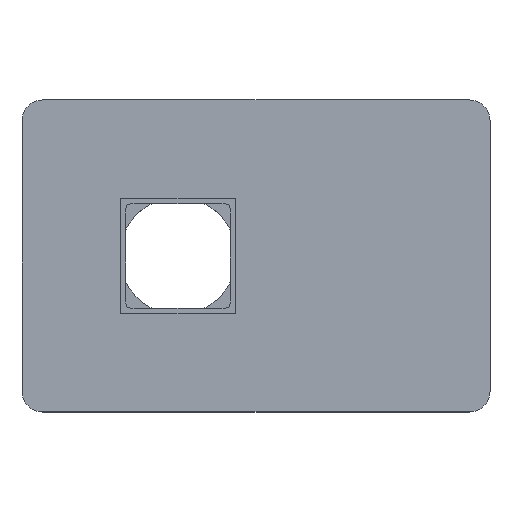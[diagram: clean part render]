
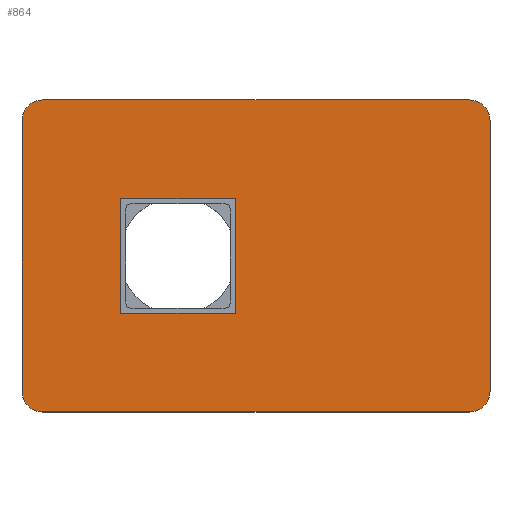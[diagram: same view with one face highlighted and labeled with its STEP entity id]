
A CAD part, top view. The second image highlights one B-rep face of the part: STEP entity #864.
In plain terms, the highlighted planar face has unit normal (0, 0, 1).
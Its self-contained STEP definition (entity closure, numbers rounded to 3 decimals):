
#14=FACE_BOUND('',#108,.T.);
#24=PLANE('',#951);
#61=FACE_OUTER_BOUND('',#107,.T.);
#107=EDGE_LOOP('',(#648,#649,#650,#651,#652,#653,#654,#655));
#108=EDGE_LOOP('',(#656,#657,#658,#659));
#170=LINE('',#1389,#253);
#175=LINE('',#1398,#258);
#176=LINE('',#1401,#259);
#179=LINE('',#1408,#262);
#180=LINE('',#1412,#263);
#181=LINE('',#1416,#264);
#182=LINE('',#1420,#265);
#183=LINE('',#1422,#266);
#253=VECTOR('',#1116,10.);
#258=VECTOR('',#1123,10.);
#259=VECTOR('',#1126,10.);
#262=VECTOR('',#1131,1000.);
#263=VECTOR('',#1134,1000.);
#264=VECTOR('',#1137,1000.);
#265=VECTOR('',#1140,1000.);
#266=VECTOR('',#1143,10.);
#332=CIRCLE('',#952,4.);
#333=CIRCLE('',#953,4.);
#334=CIRCLE('',#954,4.);
#335=CIRCLE('',#955,4.);
#396=VERTEX_POINT('',#1386);
#397=VERTEX_POINT('',#1388);
#400=VERTEX_POINT('',#1396);
#401=VERTEX_POINT('',#1400);
#403=VERTEX_POINT('',#1406);
#404=VERTEX_POINT('',#1407);
#405=VERTEX_POINT('',#1409);
#406=VERTEX_POINT('',#1411);
#407=VERTEX_POINT('',#1413);
#408=VERTEX_POINT('',#1415);
#409=VERTEX_POINT('',#1417);
#410=VERTEX_POINT('',#1419);
#495=EDGE_CURVE('',#396,#397,#170,.T.);
#500=EDGE_CURVE('',#400,#396,#175,.T.);
#501=EDGE_CURVE('',#397,#401,#176,.T.);
#504=EDGE_CURVE('',#403,#404,#179,.T.);
#505=EDGE_CURVE('',#404,#405,#332,.T.);
#506=EDGE_CURVE('',#405,#406,#180,.T.);
#507=EDGE_CURVE('',#406,#407,#333,.T.);
#508=EDGE_CURVE('',#407,#408,#181,.T.);
#509=EDGE_CURVE('',#408,#409,#334,.T.);
#510=EDGE_CURVE('',#409,#410,#182,.T.);
#511=EDGE_CURVE('',#410,#403,#335,.T.);
#512=EDGE_CURVE('',#401,#400,#183,.T.);
#648=ORIENTED_EDGE('',*,*,#504,.T.);
#649=ORIENTED_EDGE('',*,*,#505,.T.);
#650=ORIENTED_EDGE('',*,*,#506,.T.);
#651=ORIENTED_EDGE('',*,*,#507,.T.);
#652=ORIENTED_EDGE('',*,*,#508,.T.);
#653=ORIENTED_EDGE('',*,*,#509,.T.);
#654=ORIENTED_EDGE('',*,*,#510,.T.);
#655=ORIENTED_EDGE('',*,*,#511,.T.);
#656=ORIENTED_EDGE('',*,*,#495,.F.);
#657=ORIENTED_EDGE('',*,*,#500,.F.);
#658=ORIENTED_EDGE('',*,*,#512,.F.);
#659=ORIENTED_EDGE('',*,*,#501,.F.);
#864=ADVANCED_FACE('',(#61,#14),#24,.T.);
#951=AXIS2_PLACEMENT_3D('',#1405,#1129,#1130);
#952=AXIS2_PLACEMENT_3D('',#1410,#1132,#1133);
#953=AXIS2_PLACEMENT_3D('',#1414,#1135,#1136);
#954=AXIS2_PLACEMENT_3D('',#1418,#1138,#1139);
#955=AXIS2_PLACEMENT_3D('',#1421,#1141,#1142);
#1116=DIRECTION('',(-1.,0.,0.));
#1123=DIRECTION('',(0.,1.,0.));
#1126=DIRECTION('',(0.,-1.,0.));
#1129=DIRECTION('center_axis',(0.,0.,1.));
#1130=DIRECTION('ref_axis',(1.,0.,0.));
#1131=DIRECTION('',(-1.,0.,0.));
#1132=DIRECTION('center_axis',(0.,0.,1.));
#1133=DIRECTION('ref_axis',(1.,0.,0.));
#1134=DIRECTION('',(0.,-1.,0.));
#1135=DIRECTION('center_axis',(0.,0.,1.));
#1136=DIRECTION('ref_axis',(1.,0.,0.));
#1137=DIRECTION('',(1.,0.,0.));
#1138=DIRECTION('center_axis',(0.,0.,1.));
#1139=DIRECTION('ref_axis',(1.,0.,0.));
#1140=DIRECTION('',(0.,1.,0.));
#1141=DIRECTION('center_axis',(0.,0.,1.));
#1142=DIRECTION('ref_axis',(1.,0.,0.));
#1143=DIRECTION('',(1.,0.,0.));
#1386=CARTESIAN_POINT('',(41.,41.,2.));
#1388=CARTESIAN_POINT('',(19.,41.,2.));
#1389=CARTESIAN_POINT('',(9.5,41.,2.));
#1396=CARTESIAN_POINT('',(41.,19.,2.));
#1398=CARTESIAN_POINT('',(41.,20.5,2.));
#1400=CARTESIAN_POINT('',(19.,19.,2.));
#1401=CARTESIAN_POINT('',(19.,9.5,2.));
#1405=CARTESIAN_POINT('Origin',(0.,0.,2.));
#1406=CARTESIAN_POINT('',(86.,60.,2.));
#1407=CARTESIAN_POINT('',(4.,60.,2.));
#1408=CARTESIAN_POINT('',(90.,60.,2.));
#1409=CARTESIAN_POINT('',(0.,56.,2.));
#1410=CARTESIAN_POINT('Origin',(4.,56.,2.));
#1411=CARTESIAN_POINT('',(0.,4.,2.));
#1412=CARTESIAN_POINT('',(0.,60.,2.));
#1413=CARTESIAN_POINT('',(4.,0.,2.));
#1414=CARTESIAN_POINT('Origin',(4.,4.,2.));
#1415=CARTESIAN_POINT('',(86.,0.,2.));
#1416=CARTESIAN_POINT('',(0.,0.,2.));
#1417=CARTESIAN_POINT('',(90.,4.,2.));
#1418=CARTESIAN_POINT('Origin',(86.,4.,2.));
#1419=CARTESIAN_POINT('',(90.,56.,2.));
#1420=CARTESIAN_POINT('',(90.,0.,2.));
#1421=CARTESIAN_POINT('Origin',(86.,56.,2.));
#1422=CARTESIAN_POINT('',(20.5,19.,2.));
